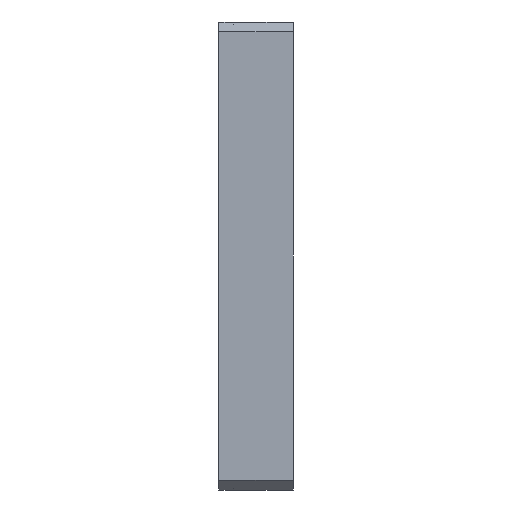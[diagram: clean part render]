
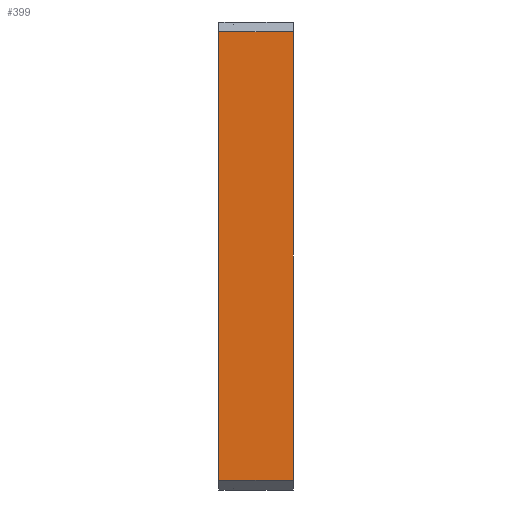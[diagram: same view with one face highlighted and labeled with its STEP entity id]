
A CAD part, left-side view. The second image highlights one B-rep face of the part: STEP entity #399.
In plain terms, the highlighted planar face has unit normal (-1, 0, 0).
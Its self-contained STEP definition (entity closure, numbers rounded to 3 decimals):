
#28 = DIRECTION ( 'NONE',  ( 0., -1., 0. ) ) ;
#30 = LINE ( 'NONE', #629, #485 ) ;
#95 = LINE ( 'NONE', #1833, #1423 ) ;
#161 = CARTESIAN_POINT ( 'NONE',  ( 0., 15., -2. ) ) ;
#203 = DIRECTION ( 'NONE',  ( 0., 0., 1. ) ) ;
#207 = ORIENTED_EDGE ( 'NONE', *, *, #1365, .T. ) ;
#214 = EDGE_CURVE ( 'NONE', #1464, #1059, #1730, .T. ) ;
#289 = EDGE_LOOP ( 'NONE', ( #1098, #1114, #1276, #207 ) ) ;
#303 = AXIS2_PLACEMENT_3D ( 'NONE', #1650, #1824, #683 ) ;
#347 = EDGE_CURVE ( 'NONE', #1169, #1328, #30, .T. ) ;
#399 = ADVANCED_FACE ( 'NONE', ( #678 ), #1671, .F. ) ;
#452 = VECTOR ( 'NONE', #696, 1000. ) ;
#485 = VECTOR ( 'NONE', #203, 1000. ) ;
#548 = CARTESIAN_POINT ( 'NONE',  ( 0., 15., -92. ) ) ;
#571 = CARTESIAN_POINT ( 'NONE',  ( 0., 0., 0. ) ) ;
#629 = CARTESIAN_POINT ( 'NONE',  ( 0., 15., 0. ) ) ;
#678 = FACE_OUTER_BOUND ( 'NONE', #289, .T. ) ;
#683 = DIRECTION ( 'NONE',  ( 0., 0., -1. ) ) ;
#684 = DIRECTION ( 'NONE',  ( 0., 1., 0. ) ) ;
#696 = DIRECTION ( 'NONE',  ( 0., 0., 1. ) ) ;
#905 = LINE ( 'NONE', #1175, #1344 ) ;
#1059 = VERTEX_POINT ( 'NONE', #1141 ) ;
#1098 = ORIENTED_EDGE ( 'NONE', *, *, #214, .T. ) ;
#1114 = ORIENTED_EDGE ( 'NONE', *, *, #1836, .T. ) ;
#1141 = CARTESIAN_POINT ( 'NONE',  ( 0., 0., -2. ) ) ;
#1169 = VERTEX_POINT ( 'NONE', #548 ) ;
#1175 = CARTESIAN_POINT ( 'NONE',  ( 0., 15., -92. ) ) ;
#1276 = ORIENTED_EDGE ( 'NONE', *, *, #347, .F. ) ;
#1328 = VERTEX_POINT ( 'NONE', #161 ) ;
#1344 = VECTOR ( 'NONE', #28, 1000. ) ;
#1365 = EDGE_CURVE ( 'NONE', #1169, #1464, #905, .T. ) ;
#1423 = VECTOR ( 'NONE', #684, 1000. ) ;
#1464 = VERTEX_POINT ( 'NONE', #1688 ) ;
#1650 = CARTESIAN_POINT ( 'NONE',  ( 0., 15., 0. ) ) ;
#1671 = PLANE ( 'NONE',  #303 ) ;
#1688 = CARTESIAN_POINT ( 'NONE',  ( 0., 0., -92. ) ) ;
#1730 = LINE ( 'NONE', #571, #452 ) ;
#1824 = DIRECTION ( 'NONE',  ( 1., 0., 0. ) ) ;
#1833 = CARTESIAN_POINT ( 'NONE',  ( 0., 15., -2. ) ) ;
#1836 = EDGE_CURVE ( 'NONE', #1059, #1328, #95, .T. ) ;
